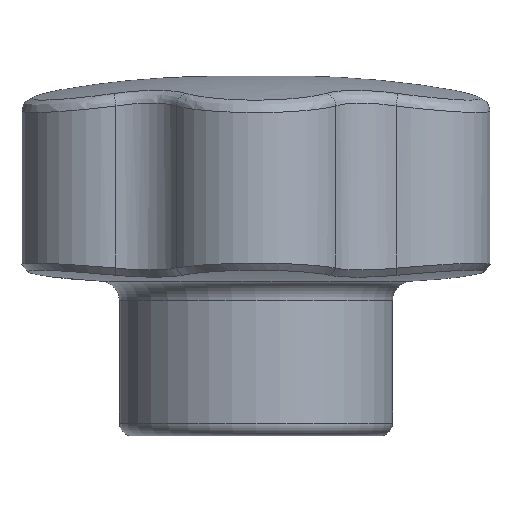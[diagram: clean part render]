
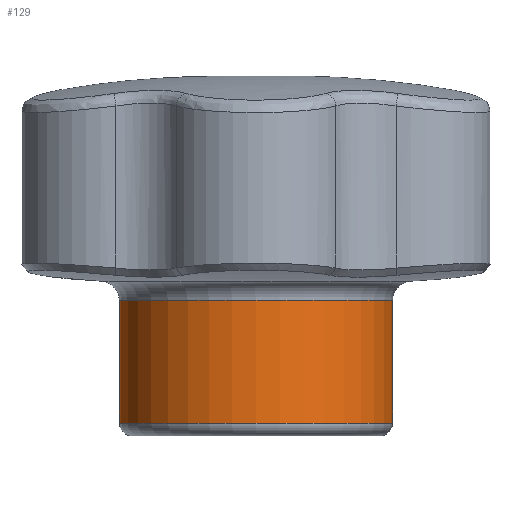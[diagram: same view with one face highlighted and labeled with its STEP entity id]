
A CAD part, front view. The second image highlights one B-rep face of the part: STEP entity #129.
In plain terms, the highlighted cylindrical face has radius 10.65 mm (diameter 21.3 mm), a full revolution.
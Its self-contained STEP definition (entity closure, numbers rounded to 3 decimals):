
#129 = ADVANCED_FACE( '', ( #272, #273 ), #274, .T. );
#272 = FACE_OUTER_BOUND( '', #2038, .T. );
#273 = FACE_OUTER_BOUND( '', #2039, .T. );
#274 = CYLINDRICAL_SURFACE( '', #2040, 10.65 );
#2038 = EDGE_LOOP( '', ( #3512 ) );
#2039 = EDGE_LOOP( '', ( #3513 ) );
#2040 = AXIS2_PLACEMENT_3D( '', #3514, #3515, #3516 );
#3512 = ORIENTED_EDGE( '', *, *, #3652, .T. );
#3513 = ORIENTED_EDGE( '', *, *, #3722, .T. );
#3514 = CARTESIAN_POINT( '', ( 0., 0., 23.65 ) );
#3515 = DIRECTION( '', ( 0., 0., -1. ) );
#3516 = DIRECTION( '', ( 1., 0., 0. ) );
#3652 = EDGE_CURVE( '', #3818, #3818, #3819, .T. );
#3722 = EDGE_CURVE( '', #3910, #3910, #3911, .F. );
#3818 = VERTEX_POINT( '', #4792 );
#3819 = CIRCLE( '', #4793, 10.65 );
#3910 = VERTEX_POINT( '', #5917 );
#3911 = CIRCLE( '', #5918, 10.65 );
#4792 = CARTESIAN_POINT( '', ( 10.65, 0., 1. ) );
#4793 = AXIS2_PLACEMENT_3D( '', #6156, #6157, #6158 );
#5917 = CARTESIAN_POINT( '', ( 10.65, 0., 10.562 ) );
#5918 = AXIS2_PLACEMENT_3D( '', #6187, #6188, #6189 );
#6156 = CARTESIAN_POINT( '', ( 0., 0., 1. ) );
#6157 = DIRECTION( '', ( 0., 0., 1. ) );
#6158 = DIRECTION( '', ( 1., 0., 0. ) );
#6187 = CARTESIAN_POINT( '', ( 0., 0., 10.562 ) );
#6188 = DIRECTION( '', ( 0., 0., 1. ) );
#6189 = DIRECTION( '', ( 1., 0., 0. ) );
